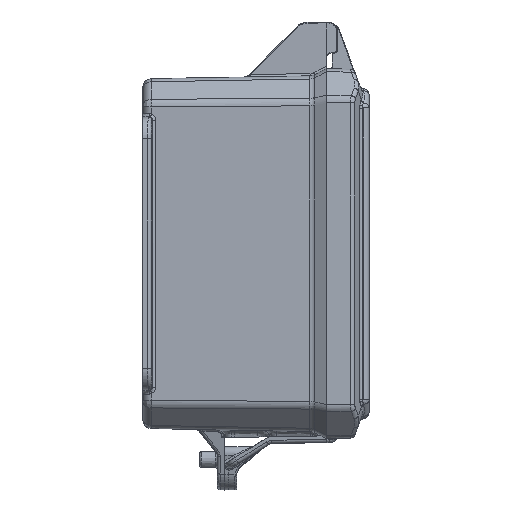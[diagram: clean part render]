
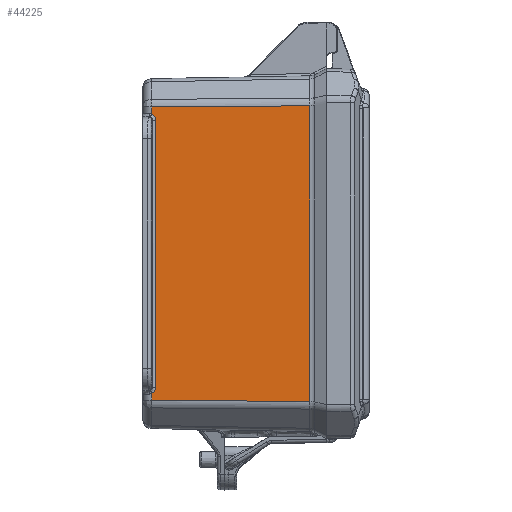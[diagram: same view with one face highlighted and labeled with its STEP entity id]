
A CAD part, front view. The second image highlights one B-rep face of the part: STEP entity #44225.
In plain terms, the highlighted planar face has unit normal (-0.018, -1, 0).
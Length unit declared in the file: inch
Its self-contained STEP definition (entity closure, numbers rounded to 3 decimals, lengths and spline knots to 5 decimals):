
#2946 = VERTEX_POINT ( 'NONE', #33522 ) ;
#3078 = CARTESIAN_POINT ( 'NONE',  ( -3.01935, -4.0923, 3.85633 ) ) ;
#3511 = CARTESIAN_POINT ( 'NONE',  ( -3.01935, -4.0923, -2.35964 ) ) ;
#4176 = CARTESIAN_POINT ( 'NONE',  ( -3.02131, -4.09226, -2.38203 ) ) ;
#7429 = DIRECTION ( 'NONE',  ( -0.017, -1., 0. ) ) ;
#9285 = CARTESIAN_POINT ( 'NONE',  ( -3.06816, -4.09144, 2.45696 ) ) ;
#10436 = CARTESIAN_POINT ( 'NONE',  ( -3.08788, -4.0911, -2.46807 ) ) ;
#10791 = VERTEX_POINT ( 'NONE', #3511 ) ;
#10897 = B_SPLINE_CURVE_WITH_KNOTS ( 'NONE', 3,
 ( #108761, #65303, #25932, #86938 ),
 .UNSPECIFIED., .F., .F.,
 ( 4, 4 ),
 ( 0., 1. ),
 .UNSPECIFIED. ) ;
#11842 = DIRECTION ( 'NONE',  ( 0., 0., -1. ) ) ;
#12157 = EDGE_CURVE ( 'NONE', #2946, #85203, #12442, .T. ) ;
#12442 = LINE ( 'NONE', #106891, #67122 ) ;
#12894 = CARTESIAN_POINT ( 'NONE',  ( -3.02723, -4.09216, -2.40386 ) ) ;
#13782 = LINE ( 'NONE', #3078, #80661 ) ;
#15103 = CARTESIAN_POINT ( 'NONE',  ( -3.08785, -4.0911, -2.59085 ) ) ;
#17008 = B_SPLINE_CURVE_WITH_KNOTS ( 'NONE', 3,
 ( #38892, #60781, #56479, #4176, #65210, #12894, #73961, #21684, #82701, #30492, #91466, #39271, #100283, #48077 ),
 .UNSPECIFIED., .F., .F.,
 ( 4, 2, 2, 2, 2, 2, 4 ),
 ( 0., 0.125, 0.25, 0.5, 0.625, 0.75, 1. ),
 .UNSPECIFIED. ) ;
#17992 = CARTESIAN_POINT ( 'NONE',  ( -3.04382, -4.09187, 2.43315 ) ) ;
#21684 = CARTESIAN_POINT ( 'NONE',  ( -3.04085, -4.09192, -2.42842 ) ) ;
#23193 = EDGE_CURVE ( 'NONE', #10791, #36049, #17008, .T. ) ;
#25810 = EDGE_LOOP ( 'NONE', ( #63599, #85162, #35897, #62779, #100474, #79630, #112597, #37560 ) ) ;
#25932 = CARTESIAN_POINT ( 'NONE',  ( -3.08787, -4.0911, 2.54992 ) ) ;
#26443 = CARTESIAN_POINT ( 'NONE',  ( -3.08788, -4.0911, 2.46806 ) ) ;
#26802 = CARTESIAN_POINT ( 'NONE',  ( -3.03218, -4.09207, 2.41393 ) ) ;
#30492 = CARTESIAN_POINT ( 'NONE',  ( -3.05145, -4.09174, -2.44153 ) ) ;
#32636 = CARTESIAN_POINT ( 'NONE',  ( -3.08788, -4.0911, -2.46807 ) ) ;
#33522 = CARTESIAN_POINT ( 'NONE',  ( -0.29385, -4.13987, -2.61105 ) ) ;
#33724 = CARTESIAN_POINT ( 'NONE',  ( 0., -4.145, 3.85633 ) ) ;
#35586 = CARTESIAN_POINT ( 'NONE',  ( -3.02562, -4.09219, 2.39831 ) ) ;
#35897 = ORIENTED_EDGE ( 'NONE', *, *, #41932, .T. ) ;
#36049 = VERTEX_POINT ( 'NONE', #10436 ) ;
#37560 = ORIENTED_EDGE ( 'NONE', *, *, #96406, .F. ) ;
#38892 = CARTESIAN_POINT ( 'NONE',  ( -3.01935, -4.0923, -2.35964 ) ) ;
#39094 = VECTOR ( 'NONE', #68653, 39.37008 ) ;
#39271 = CARTESIAN_POINT ( 'NONE',  ( -3.06813, -4.09145, -2.45693 ) ) ;
#41862 = EDGE_CURVE ( 'NONE', #74507, #2946, #85487, .T. ) ;
#41932 = EDGE_CURVE ( 'NONE', #85203, #94369, #82718, .T. ) ;
#44225 = ADVANCED_FACE ( 'NONE', ( #56650 ), #51324, .T. ) ;
#44404 = CARTESIAN_POINT ( 'NONE',  ( -3.01935, -4.0923, 2.37102 ) ) ;
#48077 = CARTESIAN_POINT ( 'NONE',  ( -3.08788, -4.0911, -2.46807 ) ) ;
#48514 = EDGE_CURVE ( 'NONE', #99248, #112075, #92823, .T. ) ;
#51324 = PLANE ( 'NONE',  #78988 ) ;
#54364 = EDGE_CURVE ( 'NONE', #112075, #10791, #13782, .T. ) ;
#54704 = DIRECTION ( 'NONE',  ( 0., 0., 1. ) ) ;
#56479 = CARTESIAN_POINT ( 'NONE',  ( -3.01974, -4.09229, -2.37094 ) ) ;
#56650 = FACE_OUTER_BOUND ( 'NONE', #25810, .T. ) ;
#56867 = CARTESIAN_POINT ( 'NONE',  ( -3.08786, -4.0911, 2.59085 ) ) ;
#58269 = CARTESIAN_POINT ( 'NONE',  ( -3.08785, -4.0911, -2.59085 ) ) ;
#59893 = CARTESIAN_POINT ( 'NONE',  ( -3.08785, -4.0911, -2.59085 ) ) ;
#60118 = DIRECTION ( 'NONE',  ( 1., -0.017, 0. ) ) ;
#60781 = CARTESIAN_POINT ( 'NONE',  ( -3.01935, -4.0923, -2.36533 ) ) ;
#62357 = VECTOR ( 'NONE', #104076, 39.37008 ) ;
#62779 = ORIENTED_EDGE ( 'NONE', *, *, #99727, .F. ) ;
#63599 = ORIENTED_EDGE ( 'NONE', *, *, #41862, .T. ) ;
#65210 = CARTESIAN_POINT ( 'NONE',  ( -3.02247, -4.09224, -2.38745 ) ) ;
#65303 = CARTESIAN_POINT ( 'NONE',  ( -3.08787, -4.0911, 2.50899 ) ) ;
#67010 = CARTESIAN_POINT ( 'NONE',  ( -3.08786, -4.0911, -2.54992 ) ) ;
#67122 = VECTOR ( 'NONE', #54704, 39.37008 ) ;
#68653 = DIRECTION ( 'NONE',  ( 1., -0.017, -0.007 ) ) ;
#70318 = CARTESIAN_POINT ( 'NONE',  ( -3.05113, -4.09174, 2.44178 ) ) ;
#73961 = CARTESIAN_POINT ( 'NONE',  ( -3.03182, -4.09208, -2.4141 ) ) ;
#74507 = VERTEX_POINT ( 'NONE', #15103 ) ;
#78110 = CARTESIAN_POINT ( 'NONE',  ( -0.29385, -4.13987, 2.61105 ) ) ;
#78689 = CARTESIAN_POINT ( 'NONE',  ( -3.07753, -4.09128, 2.46315 ) ) ;
#78988 = AXIS2_PLACEMENT_3D ( 'NONE', #33724, #7429, #60118 ) ;
#79053 = CARTESIAN_POINT ( 'NONE',  ( -3.03482, -4.09203, 2.41887 ) ) ;
#79630 = ORIENTED_EDGE ( 'NONE', *, *, #54364, .T. ) ;
#80661 = VECTOR ( 'NONE', #11842, 39.37008 ) ;
#82701 = CARTESIAN_POINT ( 'NONE',  ( -3.04417, -4.09186, -2.43296 ) ) ;
#82718 = LINE ( 'NONE', #78110, #62357 ) ;
#84866 = CARTESIAN_POINT ( 'NONE',  ( -3.08787, -4.0911, -2.50899 ) ) ;
#85162 = ORIENTED_EDGE ( 'NONE', *, *, #12157, .T. ) ;
#85203 = VERTEX_POINT ( 'NONE', #92006 ) ;
#85487 = LINE ( 'NONE', #59893, #39094 ) ;
#86938 = CARTESIAN_POINT ( 'NONE',  ( -3.08786, -4.0911, 2.59085 ) ) ;
#87792 = CARTESIAN_POINT ( 'NONE',  ( -3.02759, -4.09215, 2.40369 ) ) ;
#91466 = CARTESIAN_POINT ( 'NONE',  ( -3.05544, -4.09167, -2.44562 ) ) ;
#92006 = CARTESIAN_POINT ( 'NONE',  ( -0.29385, -4.13987, 2.61105 ) ) ;
#92643 = B_SPLINE_CURVE_WITH_KNOTS ( 'NONE', 3,
 ( #58269, #67010, #84866, #32636 ),
 .UNSPECIFIED., .F., .F.,
 ( 4, 4 ),
 ( 0., 1. ),
 .UNSPECIFIED. ) ;
#92823 = B_SPLINE_CURVE_WITH_KNOTS ( 'NONE', 3,
 ( #26443, #78689, #9285, #70318, #17992, #79053, #26802, #87792, #35586, #96603, #44404, #105399 ),
 .UNSPECIFIED., .F., .F.,
 ( 4, 2, 2, 2, 2, 4 ),
 ( 0., 0.25, 0.5, 0.625, 0.75, 1. ),
 .UNSPECIFIED. ) ;
#92977 = CARTESIAN_POINT ( 'NONE',  ( -3.08788, -4.0911, 2.46806 ) ) ;
#94369 = VERTEX_POINT ( 'NONE', #56867 ) ;
#96406 = EDGE_CURVE ( 'NONE', #74507, #36049, #92643, .T. ) ;
#96603 = CARTESIAN_POINT ( 'NONE',  ( -3.02092, -4.09227, 2.38211 ) ) ;
#99248 = VERTEX_POINT ( 'NONE', #92977 ) ;
#99727 = EDGE_CURVE ( 'NONE', #99248, #94369, #10897, .T. ) ;
#100283 = CARTESIAN_POINT ( 'NONE',  ( -3.07753, -4.09128, -2.46315 ) ) ;
#100474 = ORIENTED_EDGE ( 'NONE', *, *, #48514, .T. ) ;
#104076 = DIRECTION ( 'NONE',  ( -1., 0.017, -0.007 ) ) ;
#104504 = CARTESIAN_POINT ( 'NONE',  ( -3.01935, -4.0923, 2.35964 ) ) ;
#105399 = CARTESIAN_POINT ( 'NONE',  ( -3.01935, -4.0923, 2.35964 ) ) ;
#106891 = CARTESIAN_POINT ( 'NONE',  ( -0.29385, -4.13987, 3.85633 ) ) ;
#108761 = CARTESIAN_POINT ( 'NONE',  ( -3.08788, -4.0911, 2.46806 ) ) ;
#112075 = VERTEX_POINT ( 'NONE', #104504 ) ;
#112597 = ORIENTED_EDGE ( 'NONE', *, *, #23193, .T. ) ;
